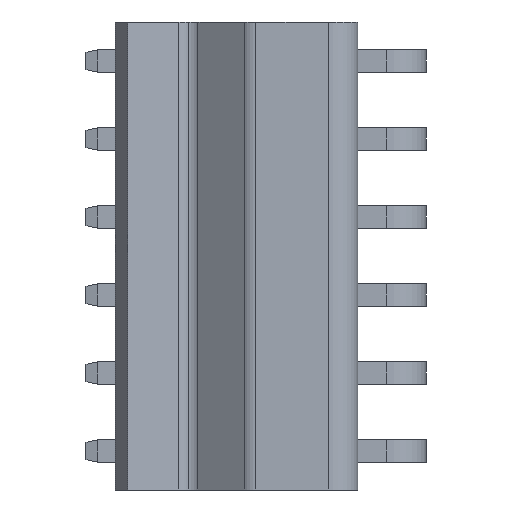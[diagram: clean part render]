
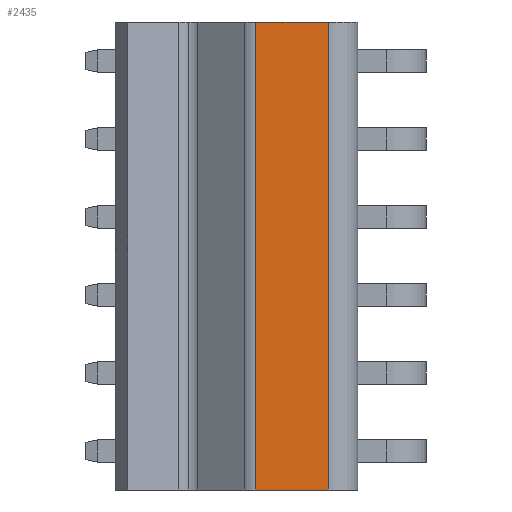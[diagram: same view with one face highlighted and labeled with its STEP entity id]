
A CAD part, left-side view. The second image highlights one B-rep face of the part: STEP entity #2435.
In plain terms, the highlighted planar face has unit normal (-1, 0, 0).
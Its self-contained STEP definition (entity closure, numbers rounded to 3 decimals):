
#227 = CARTESIAN_POINT ( 'NONE',  ( -10.25, 1.5, 15.84 ) ) ;
#252 = EDGE_CURVE ( 'NONE', #1267, #2595, #3723, .T. ) ;
#287 = CARTESIAN_POINT ( 'NONE',  ( -10.25, 5.173, 15.84 ) ) ;
#325 = EDGE_CURVE ( 'NONE', #4167, #4161, #2862, .T. ) ;
#460 = DIRECTION ( 'NONE',  ( 0., -1., 0. ) ) ;
#555 = VECTOR ( 'NONE', #1413, 1000. ) ;
#805 = LINE ( 'NONE', #4391, #5667 ) ;
#1267 = VERTEX_POINT ( 'NONE', #227 ) ;
#1325 = VECTOR ( 'NONE', #5613, 1000. ) ;
#1347 = AXIS2_PLACEMENT_3D ( 'NONE', #5985, #4990, #3565 ) ;
#1413 = DIRECTION ( 'NONE',  ( 0., 0., -1. ) ) ;
#1419 = EDGE_CURVE ( 'NONE', #4167, #1267, #3880, .T. ) ;
#1552 = PLANE ( 'NONE',  #1347 ) ;
#1973 = ORIENTED_EDGE ( 'NONE', *, *, #3822, .T. ) ;
#2340 = FACE_OUTER_BOUND ( 'NONE', #6248, .T. ) ;
#2387 = CARTESIAN_POINT ( 'NONE',  ( -10.25, 1.5, -7.92 ) ) ;
#2435 = ADVANCED_FACE ( 'NONE', ( #2340 ), #1552, .T. ) ;
#2595 = VERTEX_POINT ( 'NONE', #2387 ) ;
#2637 = CARTESIAN_POINT ( 'NONE',  ( -10.25, 5.173, -7.92 ) ) ;
#2862 = LINE ( 'NONE', #3849, #6108 ) ;
#3565 = DIRECTION ( 'NONE',  ( 0., -1., 0. ) ) ;
#3723 = LINE ( 'NONE', #4367, #555 ) ;
#3822 = EDGE_CURVE ( 'NONE', #4161, #2595, #805, .T. ) ;
#3849 = CARTESIAN_POINT ( 'NONE',  ( -10.25, 5.173, -7.92 ) ) ;
#3880 = LINE ( 'NONE', #6139, #1325 ) ;
#4161 = VERTEX_POINT ( 'NONE', #2637 ) ;
#4167 = VERTEX_POINT ( 'NONE', #287 ) ;
#4364 = ORIENTED_EDGE ( 'NONE', *, *, #325, .T. ) ;
#4367 = CARTESIAN_POINT ( 'NONE',  ( -10.25, 1.5, -7.92 ) ) ;
#4391 = CARTESIAN_POINT ( 'NONE',  ( -10.25, 3.2, -7.92 ) ) ;
#4581 = ORIENTED_EDGE ( 'NONE', *, *, #252, .F. ) ;
#4864 = DIRECTION ( 'NONE',  ( 0., 0., -1. ) ) ;
#4901 = ORIENTED_EDGE ( 'NONE', *, *, #1419, .F. ) ;
#4990 = DIRECTION ( 'NONE',  ( -1., 0., 0. ) ) ;
#5613 = DIRECTION ( 'NONE',  ( 0., -1., 0. ) ) ;
#5667 = VECTOR ( 'NONE', #460, 1000. ) ;
#5985 = CARTESIAN_POINT ( 'NONE',  ( -10.25, 1.5, -7.92 ) ) ;
#6108 = VECTOR ( 'NONE', #4864, 1000. ) ;
#6139 = CARTESIAN_POINT ( 'NONE',  ( -10.25, 3.2, 15.84 ) ) ;
#6248 = EDGE_LOOP ( 'NONE', ( #4581, #4901, #4364, #1973 ) ) ;
